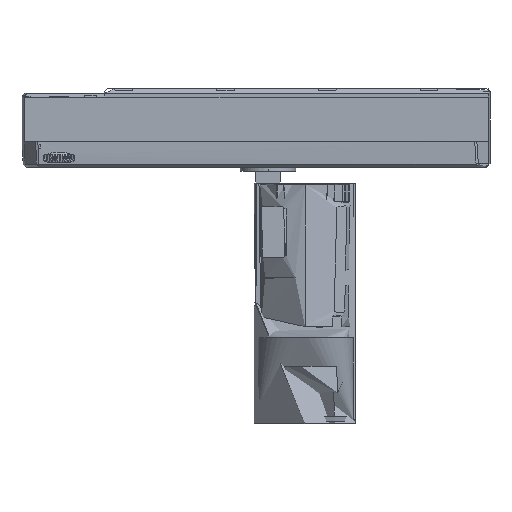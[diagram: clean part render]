
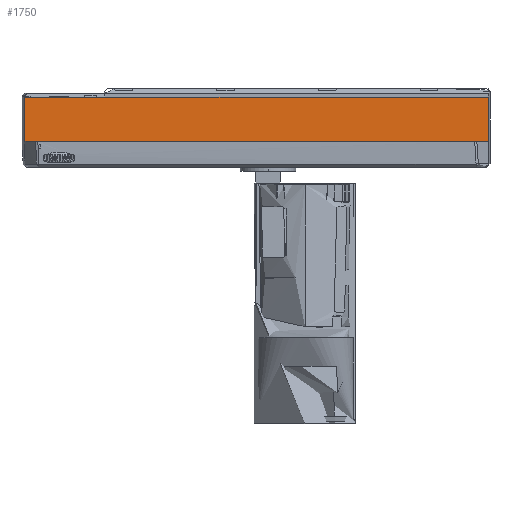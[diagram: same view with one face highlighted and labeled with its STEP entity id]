
A CAD part, left-side view. The second image highlights one B-rep face of the part: STEP entity #1750.
In plain terms, the highlighted planar face has unit normal (1, 0, 0).
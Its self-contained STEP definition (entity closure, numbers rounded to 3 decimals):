
#1750=ADVANCED_FACE('',(#2455),#16103,.T.);
#2455=FACE_OUTER_BOUND('',#3182,.T.);
#3182=EDGE_LOOP('',(#6279,#6280,#6281,#6282,#6283));
#6279=ORIENTED_EDGE('',*,*,#9417,.T.);
#6280=ORIENTED_EDGE('',*,*,#9418,.T.);
#6281=ORIENTED_EDGE('',*,*,#9414,.F.);
#6282=ORIENTED_EDGE('',*,*,#9419,.T.);
#6283=ORIENTED_EDGE('',*,*,#9420,.T.);
#9414=EDGE_CURVE('',#15437,#15438,#11266,.T.);
#9417=EDGE_CURVE('',#15440,#15441,#11269,.T.);
#9418=EDGE_CURVE('',#15441,#15438,#11270,.T.);
#9419=EDGE_CURVE('',#15437,#15442,#11271,.T.);
#9420=EDGE_CURVE('',#15442,#15440,#11272,.T.);
#11266=B_SPLINE_CURVE_WITH_KNOTS('',1,(#45986,#45987),.UNSPECIFIED.,.F.,
 .F.,(2,2),(0.,207.397),.UNSPECIFIED.);
#11269=B_SPLINE_CURVE_WITH_KNOTS('',1,(#45992,#45993),.UNSPECIFIED.,.F.,
 .F.,(2,2),(0.,23.854),.UNSPECIFIED.);
#11270=B_SPLINE_CURVE_WITH_KNOTS('',1,(#45994,#45995),.UNSPECIFIED.,.F.,
 .F.,(2,2),(0.,43.345),.UNSPECIFIED.);
#11271=B_SPLINE_CURVE_WITH_KNOTS('',1,(#45996,#45997),.UNSPECIFIED.,.F.,
 .F.,(2,2),(-23.854,0.),.UNSPECIFIED.);
#11272=B_SPLINE_CURVE_WITH_KNOTS('',1,(#45998,#45999),.UNSPECIFIED.,.F.,
 .F.,(2,2),(-250.742,0.),.UNSPECIFIED.);
#15437=VERTEX_POINT('',#45979);
#15438=VERTEX_POINT('',#45980);
#15440=VERTEX_POINT('',#45982);
#15441=VERTEX_POINT('',#45983);
#15442=VERTEX_POINT('',#45984);
#16103=PLANE('',#16787);
#16787=AXIS2_PLACEMENT_3D('',#45978,#16907,$);
#16907=DIRECTION('',(1.,0.,0.));
#45978=CARTESIAN_POINT('',(-6.83,131.564,15.35));
#45979=CARTESIAN_POINT('',(-6.83,-119.178,39.204));
#45980=CARTESIAN_POINT('',(-6.83,88.218,39.204));
#45982=CARTESIAN_POINT('',(-6.83,131.564,15.35));
#45983=CARTESIAN_POINT('',(-6.83,131.564,39.204));
#45984=CARTESIAN_POINT('',(-6.83,-119.178,15.35));
#45986=CARTESIAN_POINT('',(-6.83,-119.178,39.204));
#45987=CARTESIAN_POINT('',(-6.83,88.218,39.204));
#45992=CARTESIAN_POINT('',(-6.83,131.564,15.35));
#45993=CARTESIAN_POINT('',(-6.83,131.564,39.204));
#45994=CARTESIAN_POINT('',(-6.83,131.564,39.204));
#45995=CARTESIAN_POINT('',(-6.83,88.218,39.204));
#45996=CARTESIAN_POINT('',(-6.83,-119.178,39.204));
#45997=CARTESIAN_POINT('',(-6.83,-119.178,15.35));
#45998=CARTESIAN_POINT('',(-6.83,-119.178,15.35));
#45999=CARTESIAN_POINT('',(-6.83,131.564,15.35));
